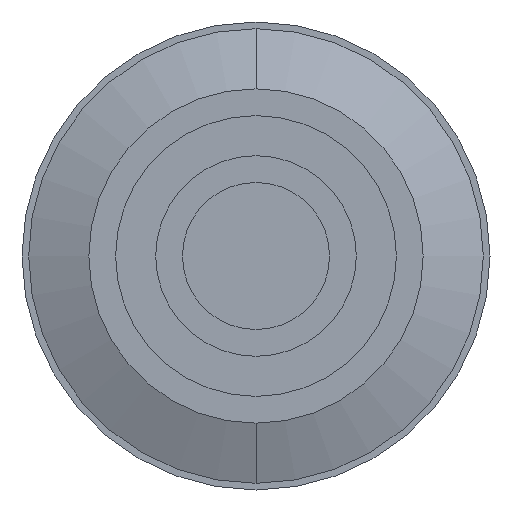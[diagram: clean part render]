
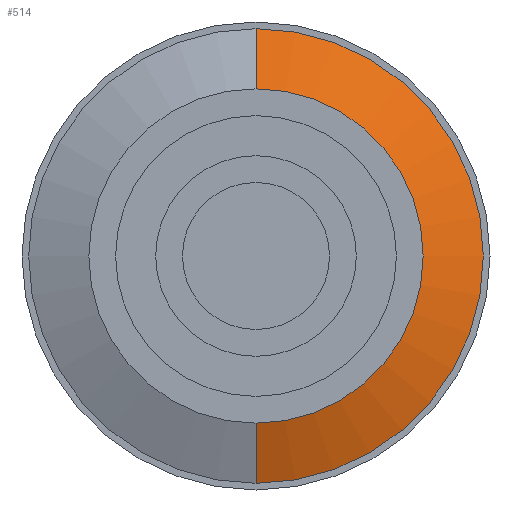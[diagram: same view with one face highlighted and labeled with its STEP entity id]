
A CAD part, front view. The second image highlights one B-rep face of the part: STEP entity #514.
In plain terms, the highlighted conical face has half-angle 69.304 degrees and reference radius 12.5 mm.
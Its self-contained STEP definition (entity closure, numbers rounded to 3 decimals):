
#22 = EDGE_LOOP ( 'NONE', ( #298, #297, #296, #295 ) ) ;
#143 = FACE_OUTER_BOUND ( 'NONE', #22, .T. ) ;
#152 = CONICAL_SURFACE ( 'NONE', #917, 12.5, 1.21 ) ;
#249 = VECTOR ( 'NONE', #1223, 1000. ) ;
#250 = VECTOR ( 'NONE', #1228, 1000. ) ;
#254 = LINE ( 'NONE', #1212, #249 ) ;
#257 = LINE ( 'NONE', #1222, #250 ) ;
#258 = CIRCLE ( 'NONE', #959, 12.5 ) ;
#273 = CIRCLE ( 'NONE', #964, 17. ) ;
#295 = ORIENTED_EDGE ( 'NONE', *, *, #822, .F. ) ;
#296 = ORIENTED_EDGE ( 'NONE', *, *, #833, .T. ) ;
#297 = ORIENTED_EDGE ( 'NONE', *, *, #824, .T. ) ;
#298 = ORIENTED_EDGE ( 'NONE', *, *, #823, .F. ) ;
#514 = ADVANCED_FACE ( 'NONE', ( #143 ), #152, .T. ) ;
#562 = VERTEX_POINT ( 'NONE', #1061 ) ;
#563 = VERTEX_POINT ( 'NONE', #1062 ) ;
#564 = VERTEX_POINT ( 'NONE', #1063 ) ;
#565 = VERTEX_POINT ( 'NONE', #1064 ) ;
#703 = DIRECTION ( 'NONE',  ( 0., 0., 1. ) ) ;
#707 = DIRECTION ( 'NONE',  ( 0., 1., 0. ) ) ;
#708 = CARTESIAN_POINT ( 'NONE',  ( 0., 0., 0. ) ) ;
#822 = EDGE_CURVE ( 'NONE', #563, #565, #254, .T. ) ;
#823 = EDGE_CURVE ( 'NONE', #562, #563, #258, .T. ) ;
#824 = EDGE_CURVE ( 'NONE', #562, #564, #257, .T. ) ;
#833 = EDGE_CURVE ( 'NONE', #564, #565, #273, .T. ) ;
#917 = AXIS2_PLACEMENT_3D ( 'NONE', #708, #707, #703 ) ;
#959 = AXIS2_PLACEMENT_3D ( 'NONE', #1224, #1225, #1226 ) ;
#964 = AXIS2_PLACEMENT_3D ( 'NONE', #1248, #1249, #1250 ) ;
#1061 = CARTESIAN_POINT ( 'NONE',  ( 0., 0., -12.5 ) ) ;
#1062 = CARTESIAN_POINT ( 'NONE',  ( 0., 0., 12.5 ) ) ;
#1063 = CARTESIAN_POINT ( 'NONE',  ( 0., 1.7, -17. ) ) ;
#1064 = CARTESIAN_POINT ( 'NONE',  ( 0., 1.7, 17. ) ) ;
#1212 = CARTESIAN_POINT ( 'NONE',  ( 0., 0., 12.5 ) ) ;
#1222 = CARTESIAN_POINT ( 'NONE',  ( 0., 0., -12.5 ) ) ;
#1223 = DIRECTION ( 'NONE',  ( 0., 0.353, 0.935 ) ) ;
#1224 = CARTESIAN_POINT ( 'NONE',  ( 0., 0., 0. ) ) ;
#1225 = DIRECTION ( 'NONE',  ( 0., -1., 0. ) ) ;
#1226 = DIRECTION ( 'NONE',  ( 0., 0., -1. ) ) ;
#1228 = DIRECTION ( 'NONE',  ( 0., 0.353, -0.935 ) ) ;
#1248 = CARTESIAN_POINT ( 'NONE',  ( 0., 1.7, 0. ) ) ;
#1249 = DIRECTION ( 'NONE',  ( 0., -1., 0. ) ) ;
#1250 = DIRECTION ( 'NONE',  ( 0., 0., -1. ) ) ;
